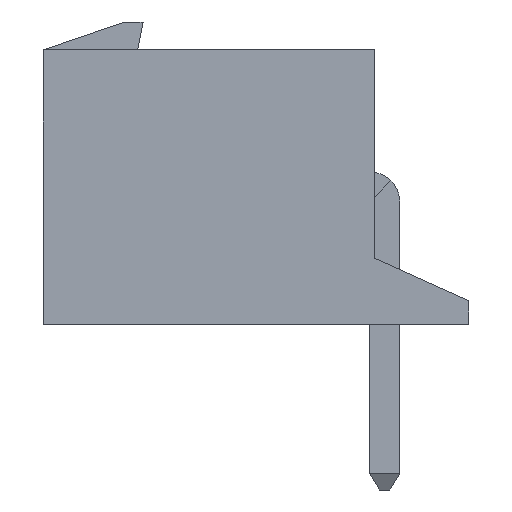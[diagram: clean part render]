
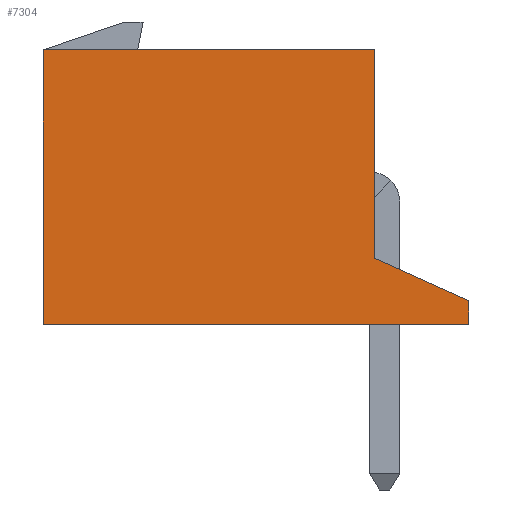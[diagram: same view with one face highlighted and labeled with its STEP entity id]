
A CAD part, left-side view. The second image highlights one B-rep face of the part: STEP entity #7304.
In plain terms, the highlighted planar face has unit normal (-1, 0, 0).
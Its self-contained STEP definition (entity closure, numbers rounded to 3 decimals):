
#33 = ORIENTED_EDGE ( 'NONE', *, *, #11275, .T. ) ;
#51 = EDGE_LOOP ( 'NONE', ( #13044, #13248, #12503, #221, #9259, #33 ) ) ;
#61 = LINE ( 'NONE', #4292, #3830 ) ;
#221 = ORIENTED_EDGE ( 'NONE', *, *, #9728, .F. ) ;
#394 = EDGE_CURVE ( 'NONE', #3987, #9214, #11919, .T. ) ;
#454 = LINE ( 'NONE', #11008, #9808 ) ;
#872 = VECTOR ( 'NONE', #12964, 1000. ) ;
#1317 = CARTESIAN_POINT ( 'NONE',  ( -7.45, -2., -2.9 ) ) ;
#1893 = VECTOR ( 'NONE', #7468, 1000. ) ;
#2226 = LINE ( 'NONE', #3212, #1893 ) ;
#2390 = FACE_OUTER_BOUND ( 'NONE', #51, .T. ) ;
#3169 = VERTEX_POINT ( 'NONE', #1317 ) ;
#3212 = CARTESIAN_POINT ( 'NONE',  ( -7.45, -2., -2.9 ) ) ;
#3436 = DIRECTION ( 'NONE',  ( 0., 0., 1. ) ) ;
#3445 = VERTEX_POINT ( 'NONE', #4035 ) ;
#3519 = DIRECTION ( 'NONE',  ( 0., 1., 0. ) ) ;
#3830 = VECTOR ( 'NONE', #8611, 1000. ) ;
#3987 = VERTEX_POINT ( 'NONE', #9885 ) ;
#4035 = CARTESIAN_POINT ( 'NONE',  ( -7.45, 7., 2.9 ) ) ;
#4276 = CARTESIAN_POINT ( 'NONE',  ( -7.45, 0., -2.9 ) ) ;
#4292 = CARTESIAN_POINT ( 'NONE',  ( -7.45, 7., 0. ) ) ;
#4814 = VERTEX_POINT ( 'NONE', #6385 ) ;
#5183 = LINE ( 'NONE', #4276, #13709 ) ;
#5362 = DIRECTION ( 'NONE',  ( 0., 0., 1. ) ) ;
#5444 = VERTEX_POINT ( 'NONE', #9323 ) ;
#5840 = CARTESIAN_POINT ( 'NONE',  ( -7.45, -2., -2.4 ) ) ;
#6385 = CARTESIAN_POINT ( 'NONE',  ( -7.45, 0., 2.9 ) ) ;
#6565 = PLANE ( 'NONE',  #10043 ) ;
#7304 = ADVANCED_FACE ( 'NONE', ( #2390 ), #6565, .T. ) ;
#7468 = DIRECTION ( 'NONE',  ( 0., 0., 1. ) ) ;
#8140 = EDGE_CURVE ( 'NONE', #3169, #5444, #5183, .T. ) ;
#8581 = VECTOR ( 'NONE', #5362, 1000. ) ;
#8611 = DIRECTION ( 'NONE',  ( 0., 0., 1. ) ) ;
#9214 = VERTEX_POINT ( 'NONE', #10845 ) ;
#9259 = ORIENTED_EDGE ( 'NONE', *, *, #8140, .F. ) ;
#9323 = CARTESIAN_POINT ( 'NONE',  ( -7.45, 7., -2.9 ) ) ;
#9728 = EDGE_CURVE ( 'NONE', #5444, #3445, #61, .T. ) ;
#9808 = VECTOR ( 'NONE', #3519, 1000. ) ;
#9885 = CARTESIAN_POINT ( 'NONE',  ( -7.45, -2., -2.4 ) ) ;
#10043 = AXIS2_PLACEMENT_3D ( 'NONE', #13126, #12923, #3436 ) ;
#10555 = CARTESIAN_POINT ( 'NONE',  ( -7.45, 0., -2.9 ) ) ;
#10845 = CARTESIAN_POINT ( 'NONE',  ( -7.45, 0., -1.5 ) ) ;
#11008 = CARTESIAN_POINT ( 'NONE',  ( -7.45, 0., 2.9 ) ) ;
#11250 = EDGE_CURVE ( 'NONE', #9214, #4814, #13674, .T. ) ;
#11275 = EDGE_CURVE ( 'NONE', #3169, #3987, #2226, .T. ) ;
#11617 = DIRECTION ( 'NONE',  ( 0., 1., 0. ) ) ;
#11919 = LINE ( 'NONE', #5840, #872 ) ;
#12503 = ORIENTED_EDGE ( 'NONE', *, *, #13047, .T. ) ;
#12923 = DIRECTION ( 'NONE',  ( -1., 0., 0. ) ) ;
#12964 = DIRECTION ( 'NONE',  ( 0., 0.912, 0.41 ) ) ;
#13044 = ORIENTED_EDGE ( 'NONE', *, *, #394, .T. ) ;
#13047 = EDGE_CURVE ( 'NONE', #4814, #3445, #454, .T. ) ;
#13126 = CARTESIAN_POINT ( 'NONE',  ( -7.45, 0., -2.9 ) ) ;
#13248 = ORIENTED_EDGE ( 'NONE', *, *, #11250, .T. ) ;
#13674 = LINE ( 'NONE', #10555, #8581 ) ;
#13709 = VECTOR ( 'NONE', #11617, 1000. ) ;
